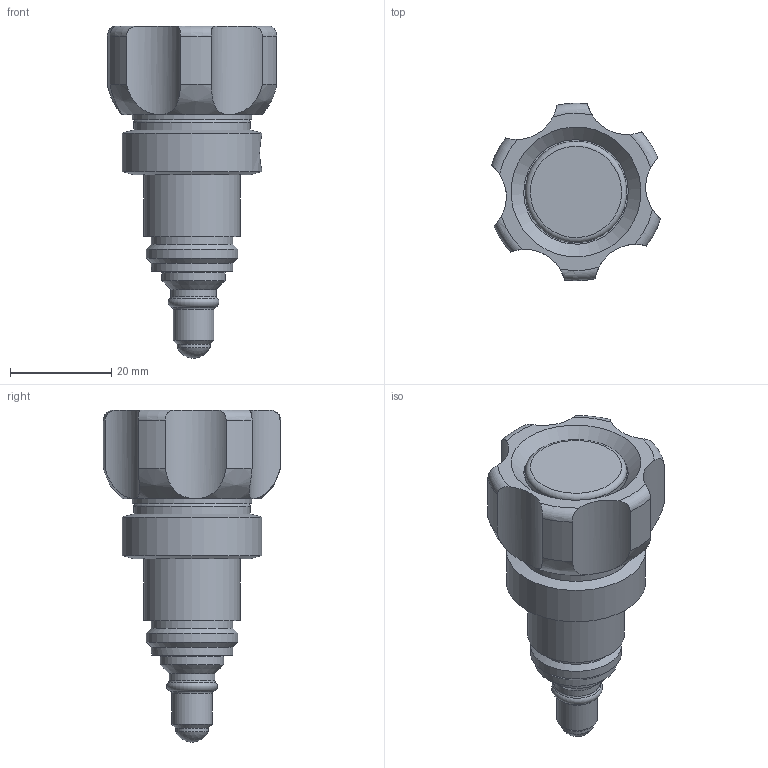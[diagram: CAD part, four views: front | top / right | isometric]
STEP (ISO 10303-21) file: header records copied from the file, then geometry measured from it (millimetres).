
FILE_DESCRIPTION(/* description */ ('This is a sample STEP configuration'),/* implementation_level */ '2;1');
FILE_NAME(/* name */ '440041E.stp',/* time_stamp */ '2020-07-06T08:32:33+02:00',/* author */ ('powerJobs'),/* organization */ ('coolOrange'),/* preprocessor_version */ 'ST-DEVELOPER v18',/* originating_system */ 'Autodesk Inventor 2020',/* authorisation */ '');
FILE_SCHEMA (('AUTOMOTIVE_DESIGN { 1 0 10303 214 3 1 1 }'));
Length unit declared in the file: millimetre
Products named in the file (1): 440041E
Bounding box: 33.39 x 35 x 65.44 mm (x, y, z)
Volume: 23994.1 mm3; surface area: 8292.9 mm2
Topology: 1 solids, 4 shells, 241 faces, 644 edges, 437 vertices
Faces by surface type: plane 86, bspline 80, cylinder 42, torus 19, cone 13, sphere 1
Full cylindrical faces by diameter (mm): 6 x1, 6.05 x1, 6.1 x1, 6.5 x1, 6.8 x1, 8 x1, 9 x1, 12.5 x1, 13 x1, 14 x2, 16 x2, 18 x1, 18.6 x2, 19 x1, 19.6 x1, 20 x1, 20.6 x1, 23 x1, 23.6 x1, 27.5 x1
Entity records: 8918 total; most frequent: CARTESIAN_POINT 2995, ORIENTED_EDGE 1286, DIRECTION 948, EDGE_CURVE 643, VERTEX_POINT 437, AXIS2_PLACEMENT_3D 331, LINE 286, VECTOR 286
